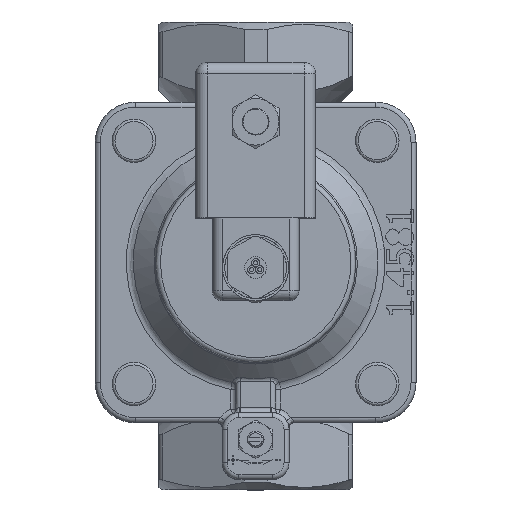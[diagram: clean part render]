
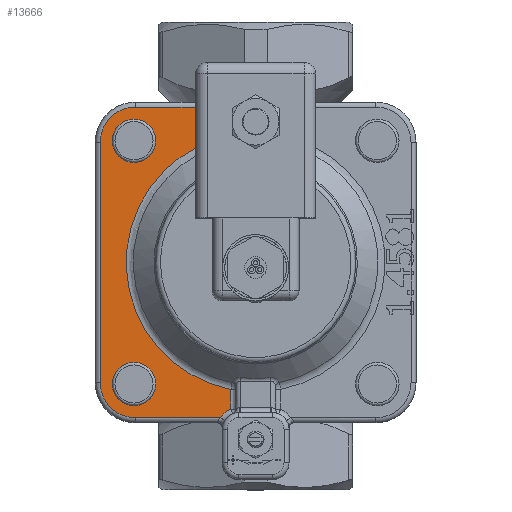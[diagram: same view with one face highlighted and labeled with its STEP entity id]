
A CAD part, top view. The second image highlights one B-rep face of the part: STEP entity #13666.
In plain terms, the highlighted planar face has unit normal (0, 0, 1).
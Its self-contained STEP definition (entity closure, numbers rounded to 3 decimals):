
#965=LINE('',#19131,#1813);
#968=LINE('',#19143,#1816);
#983=LINE('',#19398,#1831);
#986=LINE('',#19410,#1834);
#1029=LINE('',#19694,#1877);
#1030=LINE('',#19696,#1878);
#1031=LINE('',#19700,#1879);
#1032=LINE('',#19704,#1880);
#1033=LINE('',#19708,#1881);
#1813=VECTOR('',#15910,2.201);
#1816=VECTOR('',#15921,2.123);
#1831=VECTOR('',#16148,2.201);
#1834=VECTOR('',#16159,2.123);
#1877=VECTOR('',#16354,11.935);
#1878=VECTOR('',#16355,18.5);
#1879=VECTOR('',#16358,72.);
#1880=VECTOR('',#16361,25.523);
#1881=VECTOR('',#16364,5.94);
#3452=PLANE('',#14652);
#3940=FACE_BOUND('',#5030,.T.);
#3941=FACE_BOUND('',#5031,.T.);
#3942=FACE_BOUND('',#5032,.T.);
#3943=FACE_BOUND('',#5033,.T.);
#4169=FACE_OUTER_BOUND('',#5029,.T.);
#5029=EDGE_LOOP('',(#10193,#10194,#10195,#10196,#10197,#10198,#10199,#10200,
#10201));
#5030=EDGE_LOOP('',(#10202,#10203,#10204,#10205));
#5031=EDGE_LOOP('',(#10206));
#5032=EDGE_LOOP('',(#10207,#10208,#10209,#10210));
#5033=EDGE_LOOP('',(#10211));
#5763=CIRCLE('',#14468,4.25);
#5766=CIRCLE('',#14472,6.35);
#5768=CIRCLE('',#14475,4.);
#5806=CIRCLE('',#14578,4.25);
#5809=CIRCLE('',#14582,6.35);
#5811=CIRCLE('',#14585,4.);
#5843=CIRCLE('',#14653,10.5);
#5844=CIRCLE('',#14654,10.5);
#5845=CIRCLE('',#14655,6.5);
#5846=CIRCLE('',#14656,38.743);
#6304=VERTEX_POINT('',#19127);
#6306=VERTEX_POINT('',#19130);
#6309=VERTEX_POINT('',#19137);
#6311=VERTEX_POINT('',#19141);
#6313=VERTEX_POINT('',#19153);
#6371=VERTEX_POINT('',#19394);
#6373=VERTEX_POINT('',#19397);
#6376=VERTEX_POINT('',#19404);
#6378=VERTEX_POINT('',#19408);
#6380=VERTEX_POINT('',#19420);
#6458=VERTEX_POINT('',#19692);
#6459=VERTEX_POINT('',#19693);
#6460=VERTEX_POINT('',#19695);
#6461=VERTEX_POINT('',#19697);
#6462=VERTEX_POINT('',#19699);
#6463=VERTEX_POINT('',#19701);
#6464=VERTEX_POINT('',#19703);
#6465=VERTEX_POINT('',#19705);
#6466=VERTEX_POINT('',#19707);
#7651=EDGE_CURVE('',#6306,#6304,#965,.T.);
#7657=EDGE_CURVE('',#6309,#6311,#968,.T.);
#7658=EDGE_CURVE('',#6304,#6309,#5763,.T.);
#7661=EDGE_CURVE('',#6311,#6306,#5766,.T.);
#7663=EDGE_CURVE('',#6313,#6313,#5768,.T.);
#7748=EDGE_CURVE('',#6373,#6371,#983,.T.);
#7754=EDGE_CURVE('',#6376,#6378,#986,.T.);
#7755=EDGE_CURVE('',#6371,#6376,#5806,.T.);
#7758=EDGE_CURVE('',#6378,#6373,#5809,.T.);
#7760=EDGE_CURVE('',#6380,#6380,#5811,.T.);
#7862=EDGE_CURVE('',#6458,#6459,#1029,.T.);
#7863=EDGE_CURVE('',#6460,#6458,#1030,.T.);
#7864=EDGE_CURVE('',#6461,#6460,#5843,.T.);
#7865=EDGE_CURVE('',#6462,#6461,#1031,.T.);
#7866=EDGE_CURVE('',#6463,#6462,#5844,.T.);
#7867=EDGE_CURVE('',#6464,#6463,#1032,.T.);
#7868=EDGE_CURVE('',#6465,#6464,#5845,.T.);
#7869=EDGE_CURVE('',#6466,#6465,#1033,.T.);
#7870=EDGE_CURVE('',#6459,#6466,#5846,.T.);
#10193=ORIENTED_EDGE('',*,*,#7862,.F.);
#10194=ORIENTED_EDGE('',*,*,#7863,.F.);
#10195=ORIENTED_EDGE('',*,*,#7864,.F.);
#10196=ORIENTED_EDGE('',*,*,#7865,.F.);
#10197=ORIENTED_EDGE('',*,*,#7866,.F.);
#10198=ORIENTED_EDGE('',*,*,#7867,.F.);
#10199=ORIENTED_EDGE('',*,*,#7868,.F.);
#10200=ORIENTED_EDGE('',*,*,#7869,.F.);
#10201=ORIENTED_EDGE('',*,*,#7870,.F.);
#10202=ORIENTED_EDGE('',*,*,#7657,.T.);
#10203=ORIENTED_EDGE('',*,*,#7661,.T.);
#10204=ORIENTED_EDGE('',*,*,#7651,.T.);
#10205=ORIENTED_EDGE('',*,*,#7658,.T.);
#10206=ORIENTED_EDGE('',*,*,#7663,.T.);
#10207=ORIENTED_EDGE('',*,*,#7754,.T.);
#10208=ORIENTED_EDGE('',*,*,#7758,.T.);
#10209=ORIENTED_EDGE('',*,*,#7748,.T.);
#10210=ORIENTED_EDGE('',*,*,#7755,.T.);
#10211=ORIENTED_EDGE('',*,*,#7760,.T.);
#13666=ADVANCED_FACE('',(#4169,#3940,#3941,#3942,#3943),#3452,.T.);
#14468=AXIS2_PLACEMENT_3D('',#19145,#15924,#15925);
#14472=AXIS2_PLACEMENT_3D('',#19149,#15932,#15933);
#14475=AXIS2_PLACEMENT_3D('',#19154,#15938,#15939);
#14578=AXIS2_PLACEMENT_3D('',#19412,#16162,#16163);
#14582=AXIS2_PLACEMENT_3D('',#19416,#16170,#16171);
#14585=AXIS2_PLACEMENT_3D('',#19421,#16176,#16177);
#14652=AXIS2_PLACEMENT_3D('',#19691,#16352,#16353);
#14653=AXIS2_PLACEMENT_3D('',#19698,#16356,#16357);
#14654=AXIS2_PLACEMENT_3D('',#19702,#16359,#16360);
#14655=AXIS2_PLACEMENT_3D('',#19706,#16362,#16363);
#14656=AXIS2_PLACEMENT_3D('',#19709,#16365,#16366);
#15910=DIRECTION('',(0.,1.,0.));
#15921=DIRECTION('',(0.,-1.,0.));
#15924=DIRECTION('center_axis',(0.,0.,
1.));
#15925=DIRECTION('ref_axis',(-1.,0.,0.));
#15932=DIRECTION('center_axis',(0.,0.,
-1.));
#15933=DIRECTION('ref_axis',(-1.,0.,0.));
#15938=DIRECTION('center_axis',(0.,0.,
-1.));
#15939=DIRECTION('ref_axis',(1.,0.,0.));
#16148=DIRECTION('',(-1.,0.,0.));
#16159=DIRECTION('',(1.,0.,0.));
#16162=DIRECTION('center_axis',(0.,0.,
1.));
#16163=DIRECTION('ref_axis',(0.,-1.,0.));
#16170=DIRECTION('center_axis',(0.,0.,
-1.));
#16171=DIRECTION('ref_axis',(0.,-1.,0.));
#16176=DIRECTION('center_axis',(0.,0.,
-1.));
#16177=DIRECTION('ref_axis',(0.,1.,0.));
#16352=DIRECTION('center_axis',(0.,0.,
1.));
#16353=DIRECTION('ref_axis',(1.,0.,0.));
#16354=DIRECTION('',(0.,-1.,0.));
#16355=DIRECTION('',(1.,0.,0.));
#16356=DIRECTION('center_axis',(0.,0.,
-1.));
#16357=DIRECTION('ref_axis',(-0.707,0.707,0.));
#16358=DIRECTION('',(0.,1.,0.));
#16359=DIRECTION('center_axis',(0.,0.,
-1.));
#16360=DIRECTION('ref_axis',(-0.707,-0.707,0.));
#16361=DIRECTION('',(-1.,0.,0.));
#16362=DIRECTION('center_axis',(0.,0.,
1.));
#16363=DIRECTION('ref_axis',(-0.478,0.878,0.));
#16364=DIRECTION('',(0.,-1.,0.));
#16365=DIRECTION('center_axis',(0.,0.,
1.));
#16366=DIRECTION('ref_axis',(-0.99,-0.14,0.));
#19127=CARTESIAN_POINT('',(-34.861,32.461,41.9));
#19130=CARTESIAN_POINT('',(-34.861,30.259,41.9));
#19131=CARTESIAN_POINT('',(-34.861,-3.167,41.9));
#19137=CARTESIAN_POINT('',(-35.661,32.234,41.9));
#19141=CARTESIAN_POINT('',(-35.661,30.111,41.9));
#19143=CARTESIAN_POINT('',(-35.661,-3.167,41.9));
#19145=CARTESIAN_POINT('Origin',(-36.416,36.416,41.9));
#19149=CARTESIAN_POINT('Origin',(-36.416,36.416,41.9));
#19153=CARTESIAN_POINT('',(-40.416,36.416,41.9));
#19154=CARTESIAN_POINT('Origin',(-36.416,36.416,41.9));
#19394=CARTESIAN_POINT('',(-32.461,-34.861,41.9));
#19397=CARTESIAN_POINT('',(-30.259,-34.861,41.9));
#19398=CARTESIAN_POINT('',(-18.208,-34.861,41.9));
#19404=CARTESIAN_POINT('',(-32.234,-35.661,41.9));
#19408=CARTESIAN_POINT('',(-30.111,-35.661,41.9));
#19410=CARTESIAN_POINT('',(-18.208,-35.661,41.9));
#19412=CARTESIAN_POINT('Origin',(-36.416,-36.416,41.9));
#19416=CARTESIAN_POINT('Origin',(-36.416,-36.416,41.9));
#19420=CARTESIAN_POINT('',(-36.416,-40.416,41.9));
#19421=CARTESIAN_POINT('Origin',(-36.416,-36.416,41.9));
#19691=CARTESIAN_POINT('Origin',(0.,-42.75,
41.9));
#19692=CARTESIAN_POINT('',(-17.5,46.5,41.9));
#19693=CARTESIAN_POINT('',(-17.5,34.565,41.9));
#19694=CARTESIAN_POINT('',(-17.5,-7.125,41.9));
#19695=CARTESIAN_POINT('',(-36.,46.5,41.9));
#19696=CARTESIAN_POINT('',(24.,46.5,41.9));
#19697=CARTESIAN_POINT('',(-46.5,36.,41.9));
#19698=CARTESIAN_POINT('Origin',(-36.,36.,41.9));
#19699=CARTESIAN_POINT('',(-46.5,-36.,41.9));
#19700=CARTESIAN_POINT('',(-46.5,2.625,41.9));
#19701=CARTESIAN_POINT('',(-36.,-46.5,41.9));
#19702=CARTESIAN_POINT('Origin',(-36.,-36.,41.9));
#19703=CARTESIAN_POINT('',(-10.477,-46.5,41.9));
#19704=CARTESIAN_POINT('',(-24.,-46.5,41.9));
#19705=CARTESIAN_POINT('',(-7.417,-43.966,41.9));
#19706=CARTESIAN_POINT('Origin',(-5.,-50.,41.9));
#19707=CARTESIAN_POINT('',(-7.417,-38.026,41.9));
#19708=CARTESIAN_POINT('',(-7.417,-41.5,41.9));
#19709=CARTESIAN_POINT('Origin',(0.,0.,
41.9));
